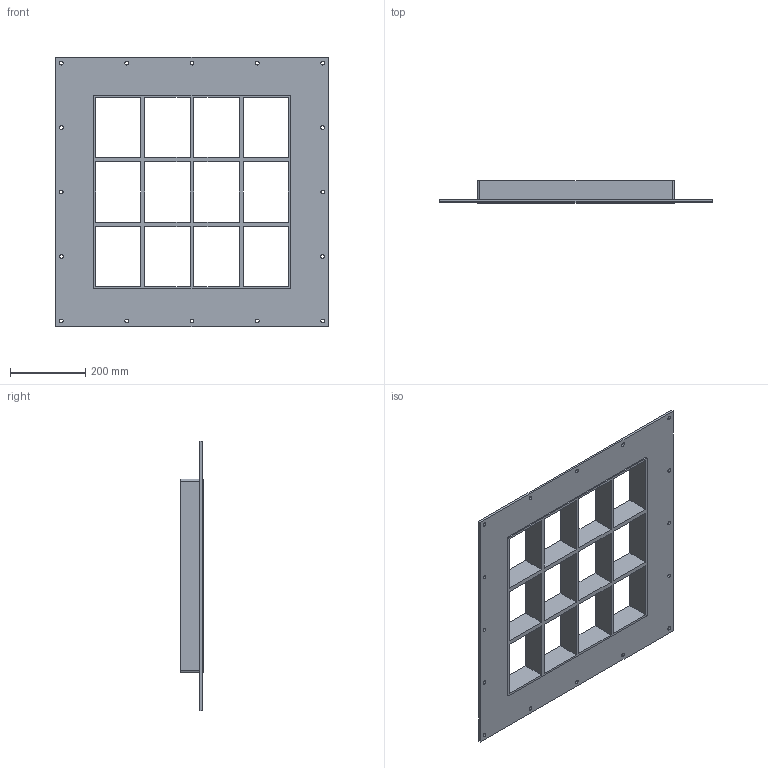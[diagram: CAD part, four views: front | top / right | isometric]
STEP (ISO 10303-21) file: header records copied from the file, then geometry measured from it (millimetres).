
FILE_DESCRIPTION((''),'2;1');
FILE_NAME('GHFL1004+4+4X4.stp','2014-03-10T22:18:11',(''),(''),'Autodesk Inventor 2013','Autodesk Inventor 2013','');
FILE_SCHEMA(('AUTOMOTIVE_DESIGN { 1 0 10303 214 1 1 1 1 }'));
Length unit declared in the file: millimetre
Products named in the file (1): GH FL100
Bounding box: 724 x 60 x 714.5 mm (x, y, z)
Volume: 3814651.4 mm3; surface area: 1105888.4 mm2
Topology: 1 solids, 1 shells, 88 faces, 268 edges, 184 vertices
Faces by surface type: plane 64, cylinder 24
Full cylindrical faces by diameter (mm): 10 x16
Entity records: 2922 total; most frequent: CARTESIAN_POINT 493, ORIENTED_EDGE 472, DIRECTION 462, EDGE_CURVE 236, VECTOR 188, LINE 188, VERTEX_POINT 168, EDGE_LOOP 162
